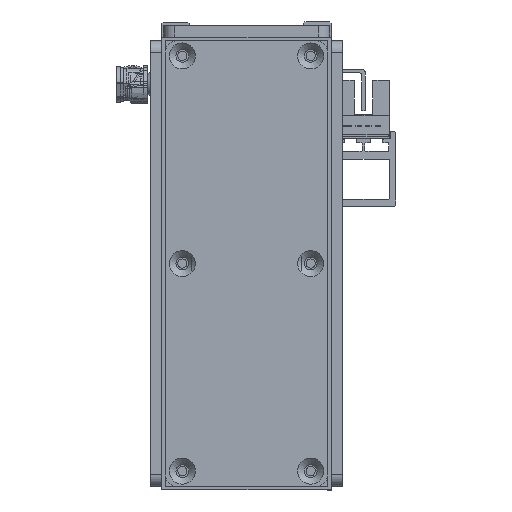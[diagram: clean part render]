
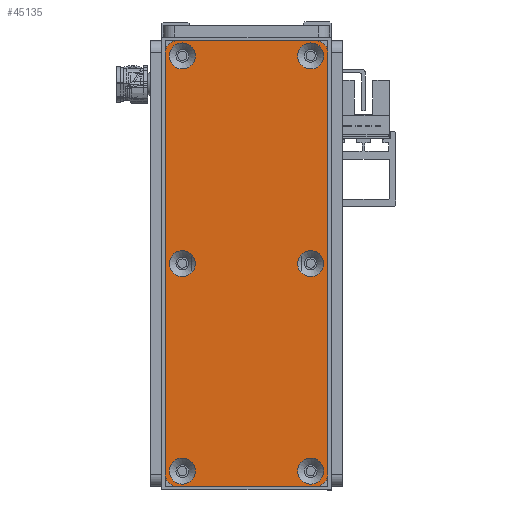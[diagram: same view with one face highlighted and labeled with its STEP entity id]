
A CAD part, front view. The second image highlights one B-rep face of the part: STEP entity #45135.
In plain terms, the highlighted face is planar.
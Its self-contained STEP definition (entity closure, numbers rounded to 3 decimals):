
#742=FACE_BOUND('',#7391,.T.);
#743=FACE_BOUND('',#7392,.T.);
#744=FACE_BOUND('',#7393,.T.);
#745=FACE_BOUND('',#7394,.T.);
#746=FACE_BOUND('',#7395,.T.);
#747=FACE_BOUND('',#7396,.T.);
#1741=PLANE('',#49225);
#4664=FACE_OUTER_BOUND('',#7390,.T.);
#7390=EDGE_LOOP('',(#37003,#37004,#37005,#37006,#37007,#37008,#37009,#37010));
#7391=EDGE_LOOP('',(#37011));
#7392=EDGE_LOOP('',(#37012));
#7393=EDGE_LOOP('',(#37013));
#7394=EDGE_LOOP('',(#37014));
#7395=EDGE_LOOP('',(#37015));
#7396=EDGE_LOOP('',(#37016));
#10475=LINE('',#71740,#15352);
#10479=LINE('',#71752,#15356);
#10483=LINE('',#71764,#15360);
#10487=LINE('',#71774,#15364);
#15352=VECTOR('',#57344,10.);
#15356=VECTOR('',#57356,10.);
#15360=VECTOR('',#57368,10.);
#15364=VECTOR('',#57380,10.);
#19679=CIRCLE('',#49179,3.45);
#19682=CIRCLE('',#49184,3.45);
#19685=CIRCLE('',#49189,3.45);
#19688=CIRCLE('',#49194,3.45);
#19691=CIRCLE('',#49199,3.45);
#19694=CIRCLE('',#49204,3.45);
#19698=CIRCLE('',#49210,3.);
#19700=CIRCLE('',#49214,3.);
#19702=CIRCLE('',#49218,3.);
#19704=CIRCLE('',#49222,3.);
#21951=VERTEX_POINT('',#71668);
#21954=VERTEX_POINT('',#71678);
#21957=VERTEX_POINT('',#71688);
#21960=VERTEX_POINT('',#71698);
#21963=VERTEX_POINT('',#71708);
#21966=VERTEX_POINT('',#71718);
#21971=VERTEX_POINT('',#71731);
#21972=VERTEX_POINT('',#71733);
#21974=VERTEX_POINT('',#71739);
#21976=VERTEX_POINT('',#71745);
#21978=VERTEX_POINT('',#71751);
#21980=VERTEX_POINT('',#71757);
#21982=VERTEX_POINT('',#71763);
#21984=VERTEX_POINT('',#71769);
#27312=EDGE_CURVE('',#21951,#21951,#19679,.T.);
#27317=EDGE_CURVE('',#21954,#21954,#19682,.T.);
#27322=EDGE_CURVE('',#21957,#21957,#19685,.T.);
#27327=EDGE_CURVE('',#21960,#21960,#19688,.T.);
#27332=EDGE_CURVE('',#21963,#21963,#19691,.T.);
#27337=EDGE_CURVE('',#21966,#21966,#19694,.T.);
#27344=EDGE_CURVE('',#21972,#21971,#19698,.T.);
#27347=EDGE_CURVE('',#21974,#21972,#10475,.T.);
#27350=EDGE_CURVE('',#21976,#21974,#19700,.T.);
#27353=EDGE_CURVE('',#21978,#21976,#10479,.T.);
#27356=EDGE_CURVE('',#21980,#21978,#19702,.T.);
#27359=EDGE_CURVE('',#21982,#21980,#10483,.T.);
#27362=EDGE_CURVE('',#21984,#21982,#19704,.T.);
#27365=EDGE_CURVE('',#21971,#21984,#10487,.T.);
#37003=ORIENTED_EDGE('',*,*,#27365,.T.);
#37004=ORIENTED_EDGE('',*,*,#27362,.T.);
#37005=ORIENTED_EDGE('',*,*,#27359,.T.);
#37006=ORIENTED_EDGE('',*,*,#27356,.T.);
#37007=ORIENTED_EDGE('',*,*,#27353,.T.);
#37008=ORIENTED_EDGE('',*,*,#27350,.T.);
#37009=ORIENTED_EDGE('',*,*,#27347,.T.);
#37010=ORIENTED_EDGE('',*,*,#27344,.T.);
#37011=ORIENTED_EDGE('',*,*,#27312,.T.);
#37012=ORIENTED_EDGE('',*,*,#27317,.T.);
#37013=ORIENTED_EDGE('',*,*,#27322,.T.);
#37014=ORIENTED_EDGE('',*,*,#27327,.T.);
#37015=ORIENTED_EDGE('',*,*,#27332,.T.);
#37016=ORIENTED_EDGE('',*,*,#27337,.T.);
#45135=ADVANCED_FACE('',(#4664,#742,#743,#744,#745,#746,#747),#1741,.T.);
#49179=AXIS2_PLACEMENT_3D('',#71669,#57263,#57264);
#49184=AXIS2_PLACEMENT_3D('',#71679,#57275,#57276);
#49189=AXIS2_PLACEMENT_3D('',#71689,#57287,#57288);
#49194=AXIS2_PLACEMENT_3D('',#71699,#57299,#57300);
#49199=AXIS2_PLACEMENT_3D('',#71709,#57311,#57312);
#49204=AXIS2_PLACEMENT_3D('',#71719,#57323,#57324);
#49210=AXIS2_PLACEMENT_3D('',#71734,#57338,#57339);
#49214=AXIS2_PLACEMENT_3D('',#71746,#57350,#57351);
#49218=AXIS2_PLACEMENT_3D('',#71758,#57362,#57363);
#49222=AXIS2_PLACEMENT_3D('',#71770,#57374,#57375);
#49225=AXIS2_PLACEMENT_3D('',#71776,#57383,#57384);
#57263=DIRECTION('center_axis',(0.,0.,-1.));
#57264=DIRECTION('ref_axis',(1.,0.,0.));
#57275=DIRECTION('center_axis',(0.,0.,-1.));
#57276=DIRECTION('ref_axis',(1.,0.,0.));
#57287=DIRECTION('center_axis',(0.,0.,-1.));
#57288=DIRECTION('ref_axis',(1.,0.,0.));
#57299=DIRECTION('center_axis',(0.,0.,-1.));
#57300=DIRECTION('ref_axis',(1.,0.,0.));
#57311=DIRECTION('center_axis',(0.,0.,-1.));
#57312=DIRECTION('ref_axis',(1.,0.,0.));
#57323=DIRECTION('center_axis',(0.,0.,-1.));
#57324=DIRECTION('ref_axis',(1.,0.,0.));
#57338=DIRECTION('center_axis',(0.,0.,1.));
#57339=DIRECTION('ref_axis',(-1.,0.,0.));
#57344=DIRECTION('',(0.,1.,0.));
#57350=DIRECTION('center_axis',(0.,0.,1.));
#57351=DIRECTION('ref_axis',(0.,1.,0.));
#57356=DIRECTION('',(1.,0.,0.));
#57362=DIRECTION('center_axis',(0.,0.,1.));
#57363=DIRECTION('ref_axis',(1.,0.,0.));
#57368=DIRECTION('',(0.,-1.,0.));
#57374=DIRECTION('center_axis',(0.,0.,1.));
#57375=DIRECTION('ref_axis',(0.,-1.,0.));
#57380=DIRECTION('',(-1.,0.,0.));
#57383=DIRECTION('center_axis',(0.,0.,1.));
#57384=DIRECTION('ref_axis',(1.,0.,0.));
#71668=CARTESIAN_POINT('',(110.55,4.5,3.));
#71669=CARTESIAN_POINT('Origin',(114.,4.5,3.));
#71678=CARTESIAN_POINT('',(55.55,38.5,3.));
#71679=CARTESIAN_POINT('Origin',(59.,38.5,3.));
#71688=CARTESIAN_POINT('',(55.55,4.5,3.));
#71689=CARTESIAN_POINT('Origin',(59.,4.5,3.));
#71698=CARTESIAN_POINT('',(0.55,38.5,3.));
#71699=CARTESIAN_POINT('Origin',(4.,38.5,3.));
#71708=CARTESIAN_POINT('',(110.55,38.5,3.));
#71709=CARTESIAN_POINT('Origin',(114.,38.5,3.));
#71718=CARTESIAN_POINT('',(0.55,4.5,3.));
#71719=CARTESIAN_POINT('Origin',(4.,4.5,3.));
#71731=CARTESIAN_POINT('',(115.,43.,3.));
#71733=CARTESIAN_POINT('',(118.,40.,3.));
#71734=CARTESIAN_POINT('Origin',(115.,40.,3.));
#71739=CARTESIAN_POINT('',(118.,3.,3.));
#71740=CARTESIAN_POINT('',(118.,40.,3.));
#71745=CARTESIAN_POINT('',(115.,0.,3.));
#71746=CARTESIAN_POINT('Origin',(115.,3.,3.));
#71751=CARTESIAN_POINT('',(3.,0.,3.));
#71752=CARTESIAN_POINT('',(115.,0.,3.));
#71757=CARTESIAN_POINT('',(0.,3.,3.));
#71758=CARTESIAN_POINT('Origin',(3.,3.,3.));
#71763=CARTESIAN_POINT('',(0.,40.,3.));
#71764=CARTESIAN_POINT('',(0.,3.,3.));
#71769=CARTESIAN_POINT('',(3.,43.,3.));
#71770=CARTESIAN_POINT('Origin',(3.,40.,3.));
#71774=CARTESIAN_POINT('',(3.,43.,3.));
#71776=CARTESIAN_POINT('Origin',(59.,21.5,3.));
